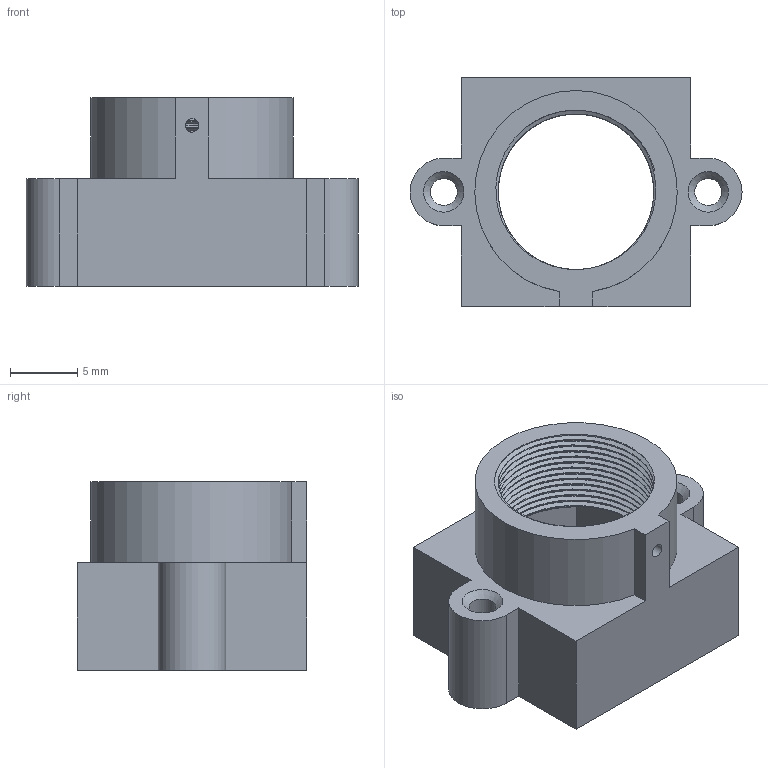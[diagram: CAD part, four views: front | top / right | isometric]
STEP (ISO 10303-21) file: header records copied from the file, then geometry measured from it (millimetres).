
FILE_DESCRIPTION(/* description */ (''),/* implementation_level */ '2;1');
FILE_NAME(/* name */ 'M12 Camera Mount v2.stp',/* time_stamp */ '2017-06-10T21:26:35+10:00',/* author */ (''),/* organization */ (''),/* preprocessor_version */ 'ST-DEVELOPER v16.13',/* originating_system */ 'Autodesk Translation Framework v6.1.1.50',/* authorisation */ '');
FILE_SCHEMA (('AUTOMOTIVE_DESIGN { 1 0 10303 214 3 1 1 }'));
Length unit declared in the file: millimetre
Products named in the file (1): M12 Camera Mount v2
Bounding box: 24.6 x 17 x 14 mm (x, y, z)
Volume: 1415.8 mm3; surface area: 2258.6 mm2
Topology: 1 solids, 1 shells, 41 faces, 113 edges, 74 vertices
Faces by surface type: plane 20, cylinder 12, bspline 5, cone 4
Full cylindrical faces by diameter (mm): 1 x1, 2 x2
Entity records: 4576 total; most frequent: CARTESIAN_POINT 3550, ORIENTED_EDGE 210, DIRECTION 186, EDGE_CURVE 105, VERTEX_POINT 73, AXIS2_PLACEMENT_3D 66, EDGE_LOOP 56, LINE 54
